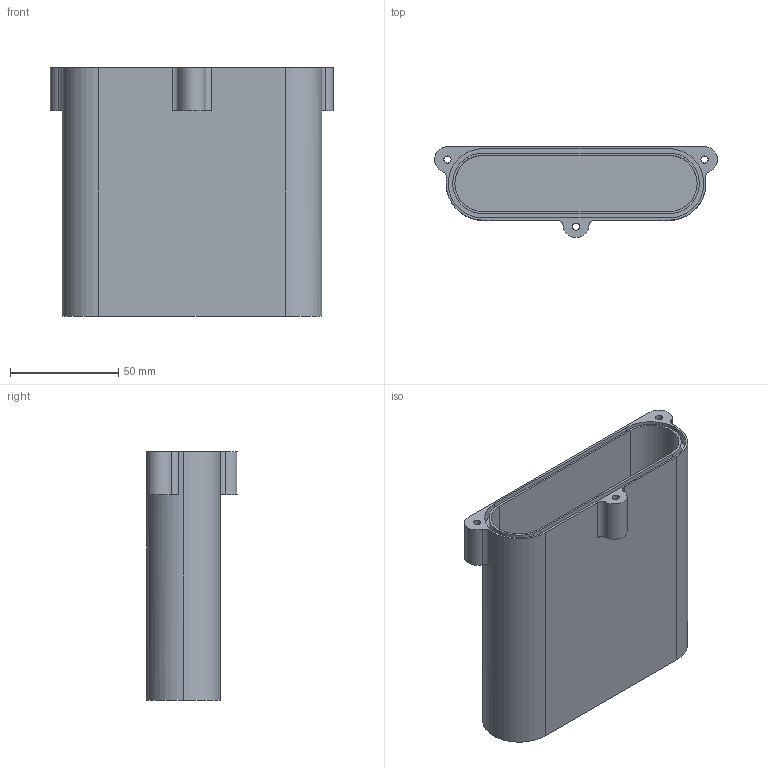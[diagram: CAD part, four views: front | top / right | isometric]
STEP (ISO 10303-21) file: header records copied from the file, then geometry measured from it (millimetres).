
FILE_DESCRIPTION (( 'STEP AP214' ), '1' );
FILE_NAME ('PL-USI-031-Ab-carter-batterie.STEP', '2019-09-06T15:51:52', ( '' ), ( '' ), 'SwSTEP 2.0', 'SolidWorks 2016', '' );
FILE_SCHEMA (( 'AUTOMOTIVE_DESIGN' ));
Length unit declared in the file: millimetre
Products named in the file (1): PL-USI-031-Ab-carter-batterie
Bounding box: 130.8 x 41.98 x 115 mm (x, y, z)
Volume: 136517.9 mm3; surface area: 72399.7 mm2
Topology: 1 solids, 1 shells, 43 faces, 114 edges, 76 vertices
Faces by surface type: cylinder 27, plane 16
Entity records: 1476 total; most frequent: DIRECTION 258, CARTESIAN_POINT 234, ORIENTED_EDGE 228, EDGE_CURVE 114, AXIS2_PLACEMENT_3D 100, VERTEX_POINT 76, LINE 58, VECTOR 58
